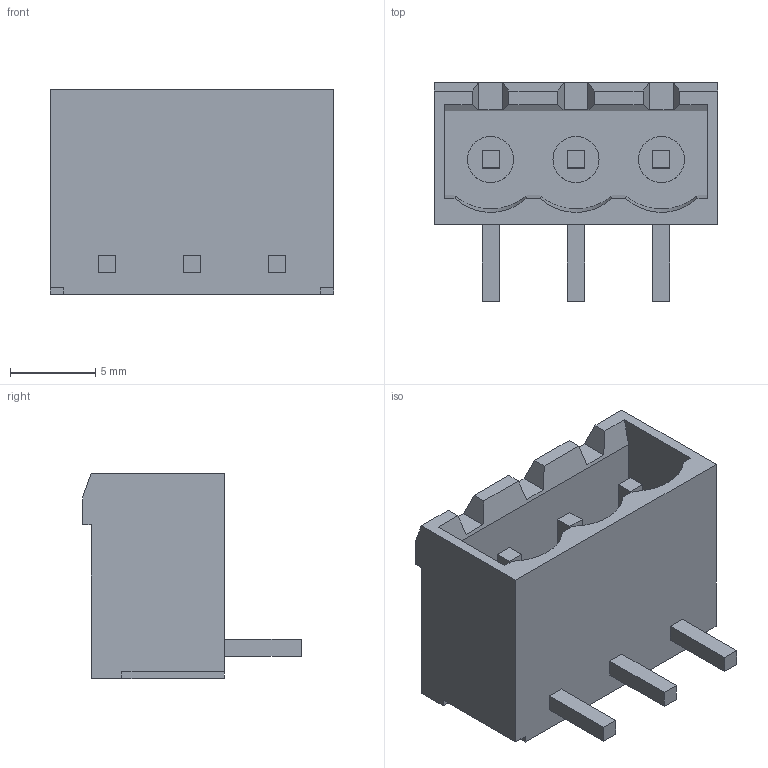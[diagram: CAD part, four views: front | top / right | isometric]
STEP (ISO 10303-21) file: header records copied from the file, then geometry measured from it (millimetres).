
FILE_DESCRIPTION((''),'2;1');
FILE_NAME('C-2350513-3','2019-07-24T08:17:34',('workeradm'),('TE Connectivity Ltd.'),'CREO PARAMETRIC BY PTC INC, 2019030','CREO PARAMETRIC BY PTC INC, 2019030','');
FILE_SCHEMA(('AUTOMOTIVE_DESIGN { 1 0 10303 214 1 1 1 1 }'));
Length unit declared in the file: millimetre
Products named in the file (1): C-2350513-3
Bounding box: 16.6 x 12.8 x 12 mm (x, y, z)
Volume: 912.3 mm3; surface area: 1355.6 mm2
Topology: 1 solids, 1 shells, 87 faces, 222 edges, 146 vertices
Faces by surface type: plane 75, cylinder 12
Entity records: 3014 total; most frequent: CARTESIAN_POINT 528, ORIENTED_EDGE 444, DIRECTION 399, EDGE_CURVE 222, VECTOR 195, LINE 195, VERTEX_POINT 146, COLOUR_RGB 126
